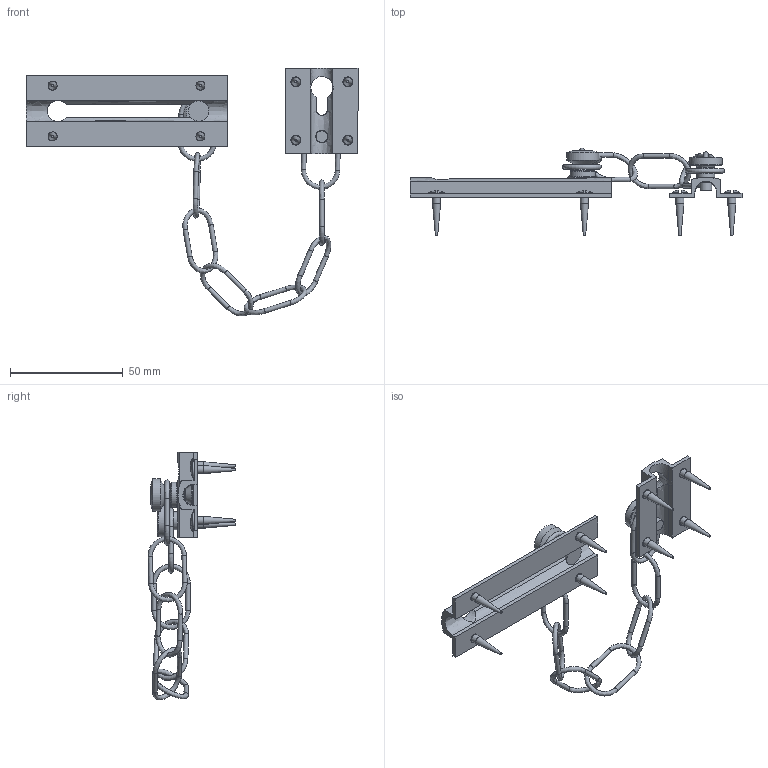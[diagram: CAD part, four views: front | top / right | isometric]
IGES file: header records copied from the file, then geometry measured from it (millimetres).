
Global section: file name: P4008; native system: Autodesk Inventor 2018; preprocessor: unknown; author: ashami; date: 20180911.113750; units: millimetre
Bounding box: 146.99 x 38.92 x 109.73 mm (x, y, z)
Volume: 14288.3 mm3; surface area: 17953.1 mm2
Topology: 16 solids, 16 shells, 205 faces, 598 edges, 414 vertices
Faces by surface type: bspline 205
